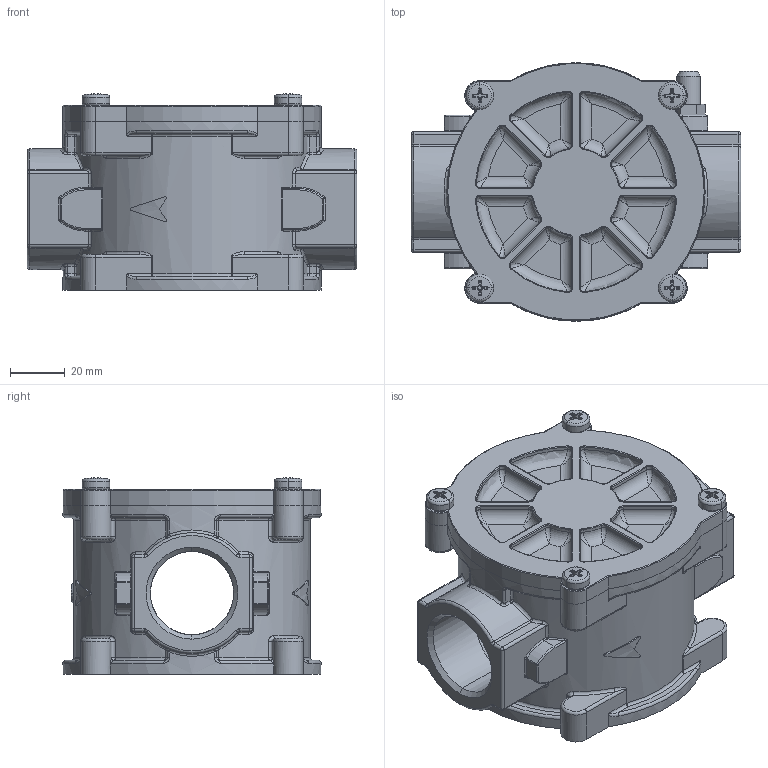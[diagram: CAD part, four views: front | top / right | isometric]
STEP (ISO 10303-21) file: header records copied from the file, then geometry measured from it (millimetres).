
FILE_DESCRIPTION((''),'2;1');
FILE_NAME('FM04_B50_ASM','2013-12-18T',('Matteo Bolognesi'),(''),'PRO/ENGINEER BY PARAMETRIC TECHNOLOGY CORPORATION, 2012130','PRO/ENGINEER BY PARAMETRIC TECHNOLOGY CORPORATION, 2012130','');
FILE_SCHEMA(('CONFIG_CONTROL_DESIGN'));
Length unit declared in the file: millimetre
Products named in the file (5): CO-0802; PRESSURETAP; FC-0100; VITI1; FM04_B50_ASM
Assembly tree (7 placements, depth 2):
  FM04_B50_ASM
    CO-0802
    PRESSURETAP
    FC-0100
    VITI1  x4
Bounding box: 120 x 94 x 71.47 mm (x, y, z)
Volume: 159649.7 mm3; surface area: 83445.9 mm2
Topology: 7 solids, 9 shells, 1105 faces, 2495 edges, 1433 vertices
Faces by surface type: cylinder 417, torus 213, plane 200, bspline 134, cone 78, sphere 63
Entity records: 33149 total; most frequent: CARTESIAN_POINT 13228, DIRECTION 4305, ORIENTED_EDGE 4094, EDGE_CURVE 2051, AXIS2_PLACEMENT_3D 1817, VERTEX_POINT 1169, CIRCLE 1007, EDGE_LOOP 956
